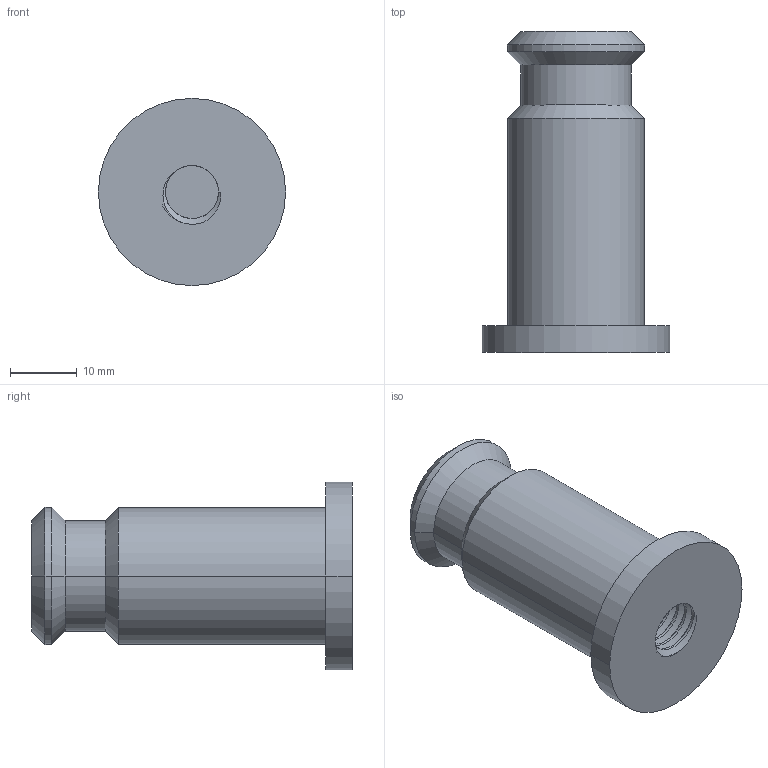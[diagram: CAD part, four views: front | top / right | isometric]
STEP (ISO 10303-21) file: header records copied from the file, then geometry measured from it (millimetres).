
FILE_DESCRIPTION (( 'STEP AP203' ), '1' );
FILE_NAME ('Adaptateur pied micro v2.STEP', '2020-01-07T20:00:55', ( '' ), ( '' ), 'SwSTEP 2.0', 'SolidWorks 2018', '' );
FILE_SCHEMA (( 'CONFIG_CONTROL_DESIGN' ));
Length unit declared in the file: millimetre
Products named in the file (1): Adaptateur pied micro v2
Bounding box: 28 x 48 x 28 mm (x, y, z)
Volume: 14166.7 mm3; surface area: 5309.4 mm2
Topology: 1 solids, 1 shells, 49 faces, 116 edges, 72 vertices
Faces by surface type: cylinder 30, cone 8, plane 7, bspline 4
Entity records: 3317 total; most frequent: CARTESIAN_POINT 2237, ORIENTED_EDGE 232, DIRECTION 190, EDGE_CURVE 116, AXIS2_PLACEMENT_3D 73, VERTEX_POINT 72, EDGE_LOOP 52, ADVANCED_FACE 49
